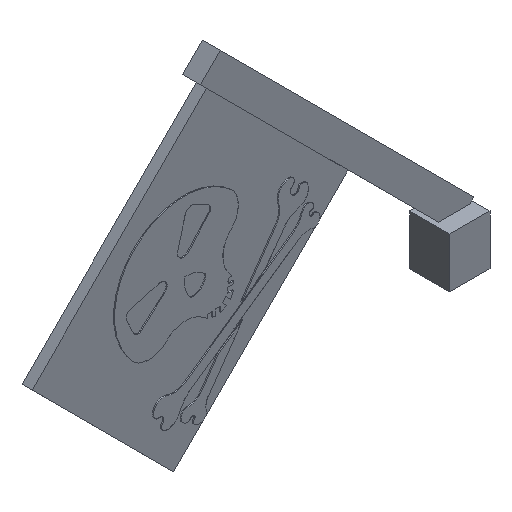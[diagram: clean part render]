
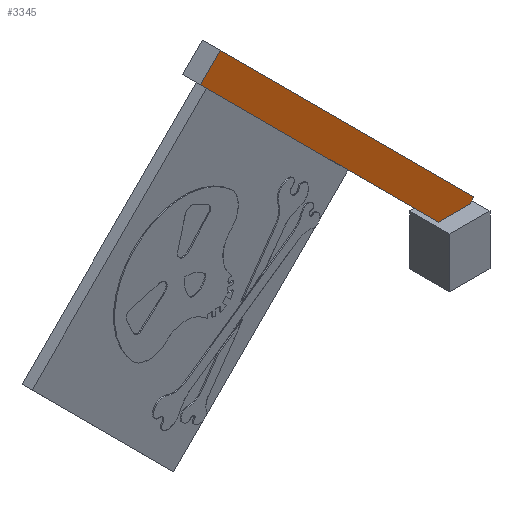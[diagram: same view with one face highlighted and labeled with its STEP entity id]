
A CAD part, isometric view. The second image highlights one B-rep face of the part: STEP entity #3345.
In plain terms, the highlighted planar face has unit normal (0, -1, 0).
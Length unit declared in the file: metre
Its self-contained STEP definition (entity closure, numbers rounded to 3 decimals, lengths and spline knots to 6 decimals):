
#58=PLANE('',#3698);
#860=ORIENTED_EDGE('',*,*,#1648,.F.);
#861=ORIENTED_EDGE('',*,*,#1668,.F.);
#862=ORIENTED_EDGE('',*,*,#1669,.F.);
#863=ORIENTED_EDGE('',*,*,#1665,.T.);
#864=ORIENTED_EDGE('',*,*,#1659,.T.);
#1648=EDGE_CURVE('',#2062,#2063,#2328,.T.);
#1659=EDGE_CURVE('',#2069,#2063,#2339,.T.);
#1665=EDGE_CURVE('',#2073,#2069,#2345,.T.);
#1668=EDGE_CURVE('',#2075,#2062,#2348,.T.);
#1669=EDGE_CURVE('',#2073,#2075,#2349,.T.);
#2062=VERTEX_POINT('',#5598);
#2063=VERTEX_POINT('',#5600);
#2069=VERTEX_POINT('',#5623);
#2073=VERTEX_POINT('',#5634);
#2075=VERTEX_POINT('',#5640);
#2328=LINE('',#5599,#2637);
#2339=LINE('',#5622,#2648);
#2345=LINE('',#5633,#2654);
#2348=LINE('',#5639,#2657);
#2349=LINE('',#5641,#2658);
#2637=VECTOR('',#4515,1.);
#2648=VECTOR('',#4538,1.);
#2654=VECTOR('',#4546,1.);
#2657=VECTOR('',#4551,1.);
#2658=VECTOR('',#4552,1.);
#2859=EDGE_LOOP('',(#860,#861,#862,#863,#864));
#3060=FACE_BOUND('',#2859,.T.);
#3345=ADVANCED_FACE('',(#3060),#58,.F.);
#3698=AXIS2_PLACEMENT_3D('',#5638,#4549,#4550);
#4515=DIRECTION('',(-1.,0.,0.));
#4538=DIRECTION('',(0.707,0.,-0.707));
#4546=DIRECTION('',(-0.707,0.,-0.707));
#4549=DIRECTION('',(0.,1.,0.));
#4550=DIRECTION('',(-1.,0.,0.));
#4551=DIRECTION('',(-0.707,0.,-0.707));
#4552=DIRECTION('',(0.707,0.,-0.707));
#5598=CARTESIAN_POINT('',(-0.166556,0.0026,0.066));
#5599=CARTESIAN_POINT('',(-0.11029,0.0026,0.066));
#5600=CARTESIAN_POINT('',(-0.169667,0.0026,0.066));
#5622=CARTESIAN_POINT('',(-0.180769,0.0026,0.077102));
#5623=CARTESIAN_POINT('',(-0.193426,0.0026,0.089759));
#5633=CARTESIAN_POINT('',(-0.191446,0.0026,0.091739));
#5634=CARTESIAN_POINT('',(-0.191446,0.0026,0.091739));
#5638=CARTESIAN_POINT('',(-0.178789,0.0026,0.079081));
#5639=CARTESIAN_POINT('',(-0.166131,0.0026,0.066424));
#5640=CARTESIAN_POINT('',(-0.166131,0.0026,0.066424));
#5641=CARTESIAN_POINT('',(-0.178789,0.0026,0.079081));
